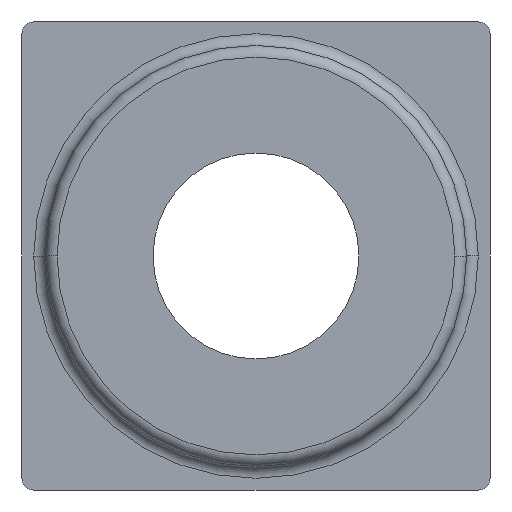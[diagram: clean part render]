
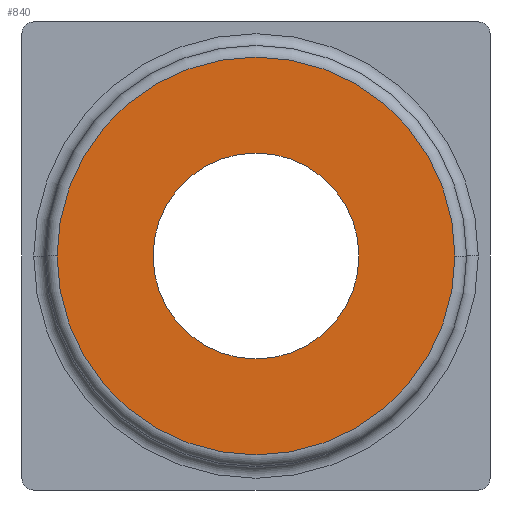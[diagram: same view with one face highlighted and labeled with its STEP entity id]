
A CAD part, left-side view. The second image highlights one B-rep face of the part: STEP entity #840.
In plain terms, the highlighted planar face has unit normal (-1, 0, 0).
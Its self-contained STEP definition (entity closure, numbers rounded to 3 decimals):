
#106 = DIRECTION ( 'NONE',  ( -1., 0., 0. ) ) ;
#107 = DIRECTION ( 'NONE',  ( 0., -1., 0. ) ) ;
#137 = CIRCLE ( 'NONE', #231, 8.5 ) ;
#138 = CARTESIAN_POINT ( 'NONE',  ( -33.5, 0., 10. ) ) ;
#151 = CARTESIAN_POINT ( 'NONE',  ( -33.5, 8.5, 10. ) ) ;
#217 = CARTESIAN_POINT ( 'NONE',  ( -33.5, -8.5, 10. ) ) ;
#231 = AXIS2_PLACEMENT_3D ( 'NONE', #138, #106, #107 ) ;
#248 = DIRECTION ( 'NONE',  ( 0., -1., 0. ) ) ;
#249 = DIRECTION ( 'NONE',  ( -1., 0., 0. ) ) ;
#250 = AXIS2_PLACEMENT_3D ( 'NONE', #327, #249, #248 ) ;
#251 = CIRCLE ( 'NONE', #250, 8.5 ) ;
#286 = FACE_BOUND ( 'NONE', #793, .T. ) ;
#287 = FACE_OUTER_BOUND ( 'NONE', #819, .T. ) ;
#315 = DIRECTION ( 'NONE',  ( 0., 0., 1. ) ) ;
#316 = DIRECTION ( 'NONE',  ( -1., 0., 0. ) ) ;
#317 = CARTESIAN_POINT ( 'NONE',  ( -33.5, 0., 10. ) ) ;
#318 = AXIS2_PLACEMENT_3D ( 'NONE', #317, #316, #315 ) ;
#319 = CIRCLE ( 'NONE', #318, 4.4 ) ;
#327 = CARTESIAN_POINT ( 'NONE',  ( -33.5, 0., 10. ) ) ;
#360 = DIRECTION ( 'NONE',  ( 0., -1., 0. ) ) ;
#361 = DIRECTION ( 'NONE',  ( -1., 0., 0. ) ) ;
#362 = CARTESIAN_POINT ( 'NONE',  ( -33.5, 0., 10. ) ) ;
#363 = AXIS2_PLACEMENT_3D ( 'NONE', #362, #361, #360 ) ;
#364 = PLANE ( 'NONE',  #363 ) ;
#573 = CIRCLE ( 'NONE', #618, 4.4 ) ;
#574 = CARTESIAN_POINT ( 'NONE',  ( -33.5, 0., 14.4 ) ) ;
#605 = CARTESIAN_POINT ( 'NONE',  ( -33.5, 0., 10. ) ) ;
#610 = DIRECTION ( 'NONE',  ( 0., 0., 1. ) ) ;
#618 = AXIS2_PLACEMENT_3D ( 'NONE', #605, #623, #610 ) ;
#623 = DIRECTION ( 'NONE',  ( -1., 0., 0. ) ) ;
#624 = CARTESIAN_POINT ( 'NONE',  ( -33.5, 0., 5.6 ) ) ;
#714 = EDGE_CURVE ( 'NONE', #715, #765, #137, .T. ) ;
#715 = VERTEX_POINT ( 'NONE', #217 ) ;
#765 = VERTEX_POINT ( 'NONE', #151 ) ;
#790 = ORIENTED_EDGE ( 'NONE', *, *, #714, .T. ) ;
#791 = ORIENTED_EDGE ( 'NONE', *, *, #792, .T. ) ;
#792 = EDGE_CURVE ( 'NONE', #765, #715, #251, .T. ) ;
#793 = EDGE_LOOP ( 'NONE', ( #794, #822 ) ) ;
#794 = ORIENTED_EDGE ( 'NONE', *, *, #795, .F. ) ;
#795 = EDGE_CURVE ( 'NONE', #1002, #1000, #319, .T. ) ;
#819 = EDGE_LOOP ( 'NONE', ( #790, #791 ) ) ;
#822 = ORIENTED_EDGE ( 'NONE', *, *, #1001, .F. ) ;
#840 = ADVANCED_FACE ( 'NONE', ( #287, #286 ), #364, .T. ) ;
#1000 = VERTEX_POINT ( 'NONE', #624 ) ;
#1001 = EDGE_CURVE ( 'NONE', #1000, #1002, #573, .T. ) ;
#1002 = VERTEX_POINT ( 'NONE', #574 ) ;
